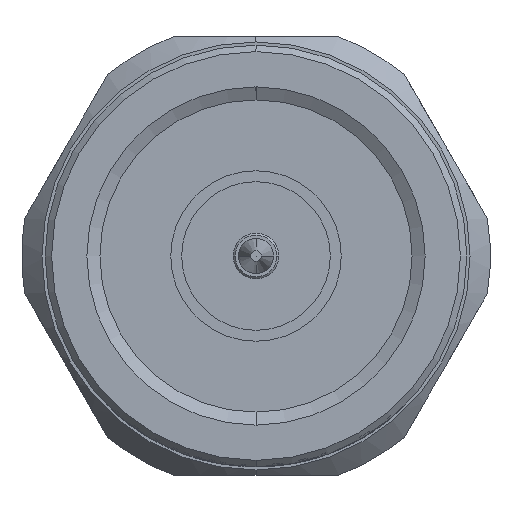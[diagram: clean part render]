
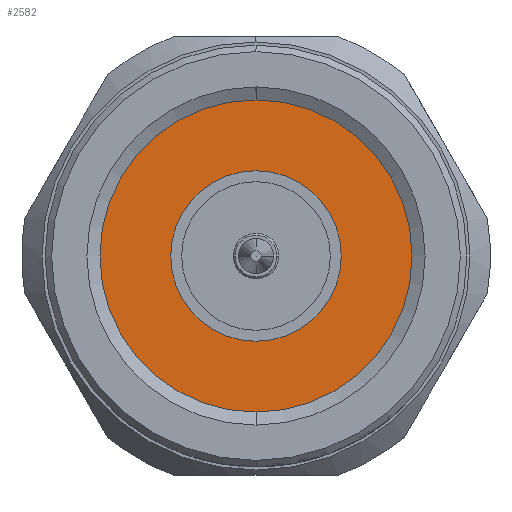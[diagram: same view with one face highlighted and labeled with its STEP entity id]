
A CAD part, left-side view. The second image highlights one B-rep face of the part: STEP entity #2582.
In plain terms, the highlighted planar face has unit normal (-1, 0, 0).
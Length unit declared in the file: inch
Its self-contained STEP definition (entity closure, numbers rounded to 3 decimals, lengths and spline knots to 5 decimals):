
#182 = CIRCLE ( 'NONE', #11932, 0.34395 ) ;
#1158 = CIRCLE ( 'NONE', #5395, 0.15748 ) ;
#1282 = DIRECTION ( 'NONE',  ( 1., 0., 0. ) ) ;
#1557 = DIRECTION ( 'NONE',  ( 0., 0., 1. ) ) ;
#2545 = ORIENTED_EDGE ( 'NONE', *, *, #17408, .F. ) ;
#2582 = ADVANCED_FACE ( 'NONE', ( #14201, #8656 ), #6966, .F. ) ;
#2806 = DIRECTION ( 'NONE',  ( -1., 0., 0. ) ) ;
#3271 = DIRECTION ( 'NONE',  ( -1., 0., 0. ) ) ;
#3439 = VERTEX_POINT ( 'NONE', #14902 ) ;
#3670 = VERTEX_POINT ( 'NONE', #5677 ) ;
#3842 = CARTESIAN_POINT ( 'NONE',  ( 0.41653, 0., 0.15748 ) ) ;
#4425 = VERTEX_POINT ( 'NONE', #16324 ) ;
#4852 = DIRECTION ( 'NONE',  ( 0., 0., 1. ) ) ;
#5234 = EDGE_CURVE ( 'NONE', #3439, #12617, #1158, .T. ) ;
#5395 = AXIS2_PLACEMENT_3D ( 'NONE', #13252, #3271, #1557 ) ;
#5677 = CARTESIAN_POINT ( 'NONE',  ( 0.41653, 0., 0.34395 ) ) ;
#5751 = DIRECTION ( 'NONE',  ( 0., 0., -1. ) ) ;
#6192 = CARTESIAN_POINT ( 'NONE',  ( 0.41653, 0., 0. ) ) ;
#6369 = DIRECTION ( 'NONE',  ( -1., 0., 0. ) ) ;
#6871 = CARTESIAN_POINT ( 'NONE',  ( 0.41653, 0., 0. ) ) ;
#6966 = PLANE ( 'NONE',  #9511 ) ;
#7900 = EDGE_CURVE ( 'NONE', #3670, #4425, #182, .T. ) ;
#8468 = ORIENTED_EDGE ( 'NONE', *, *, #5234, .F. ) ;
#8656 = FACE_OUTER_BOUND ( 'NONE', #13273, .T. ) ;
#8843 = DIRECTION ( 'NONE',  ( 0., 0., 1. ) ) ;
#9511 = AXIS2_PLACEMENT_3D ( 'NONE', #6871, #1282, #5751 ) ;
#10228 = DIRECTION ( 'NONE',  ( -1., 0., 0. ) ) ;
#10402 = CARTESIAN_POINT ( 'NONE',  ( 0.41653, 0., 0. ) ) ;
#11922 = DIRECTION ( 'NONE',  ( 0., 0., 1. ) ) ;
#11932 = AXIS2_PLACEMENT_3D ( 'NONE', #12888, #2806, #8843 ) ;
#11954 = ORIENTED_EDGE ( 'NONE', *, *, #11992, .T. ) ;
#11992 = EDGE_CURVE ( 'NONE', #4425, #3670, #16773, .T. ) ;
#12433 = AXIS2_PLACEMENT_3D ( 'NONE', #6192, #10228, #11922 ) ;
#12617 = VERTEX_POINT ( 'NONE', #3842 ) ;
#12888 = CARTESIAN_POINT ( 'NONE',  ( 0.41653, 0., 0. ) ) ;
#13252 = CARTESIAN_POINT ( 'NONE',  ( 0.41653, 0., 0. ) ) ;
#13273 = EDGE_LOOP ( 'NONE', ( #13826, #11954 ) ) ;
#13337 = CIRCLE ( 'NONE', #12433, 0.15748 ) ;
#13826 = ORIENTED_EDGE ( 'NONE', *, *, #7900, .T. ) ;
#14201 = FACE_BOUND ( 'NONE', #16874, .T. ) ;
#14355 = AXIS2_PLACEMENT_3D ( 'NONE', #10402, #6369, #4852 ) ;
#14902 = CARTESIAN_POINT ( 'NONE',  ( 0.41653, 0., -0.15748 ) ) ;
#16324 = CARTESIAN_POINT ( 'NONE',  ( 0.41653, 0., -0.34395 ) ) ;
#16773 = CIRCLE ( 'NONE', #14355, 0.34395 ) ;
#16874 = EDGE_LOOP ( 'NONE', ( #2545, #8468 ) ) ;
#17408 = EDGE_CURVE ( 'NONE', #12617, #3439, #13337, .T. ) ;
